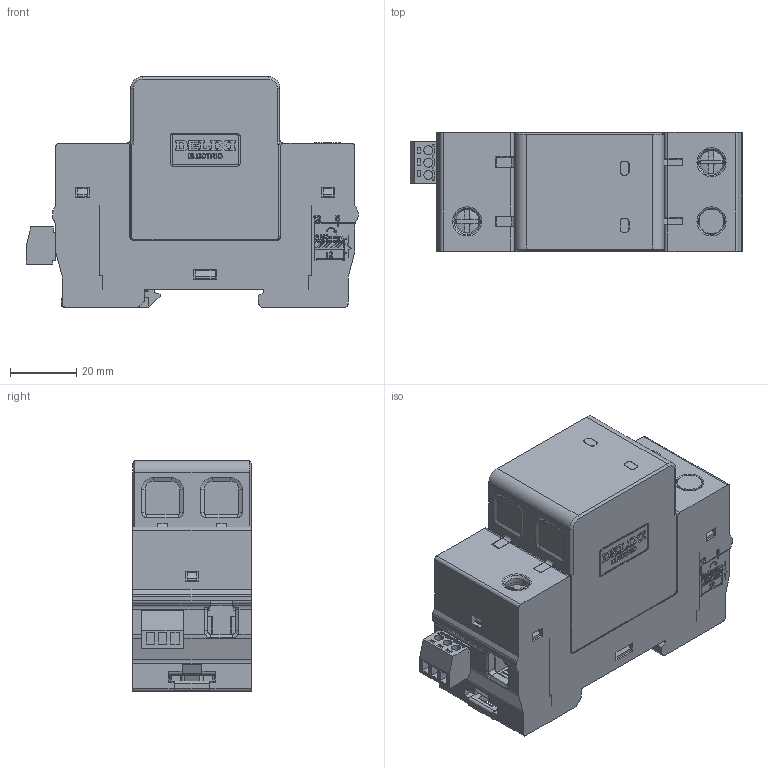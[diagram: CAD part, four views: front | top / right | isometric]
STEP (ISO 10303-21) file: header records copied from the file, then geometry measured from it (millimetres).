
FILE_DESCRIPTION((''),'2;1');
FILE_NAME('1P80_SW00001','2025-06-19T',('weiren.liu'),(''),'PRO/ENGINEER BY PARAMETRIC TECHNOLOGY CORPORATION, 2017170','PRO/ENGINEER BY PARAMETRIC TECHNOLOGY CORPORATION, 2017170','');
FILE_SCHEMA(('CONFIG_CONTROL_DESIGN'));
Products named in the file (1): 1P80_SW00001
Bounding box: 100 x 35.8 x 69.5 mm (x, y, z)
Volume: 67617.8 mm3; surface area: 80037.4 mm2
Topology: 1 solids, 1 shells, 3674 faces, 10563 edges, 6940 vertices
Faces by surface type: plane 3164, cylinder 398, cone 50, torus 36, bspline 18, sphere 8
Entity records: 125353 total; most frequent: CARTESIAN_POINT 28515, ORIENTED_EDGE 21118, DIRECTION 18536, EDGE_CURVE 10559, VECTOR 9372, LINE 9372, VERTEX_POINT 6940, AXIS2_PLACEMENT_3D 4582
